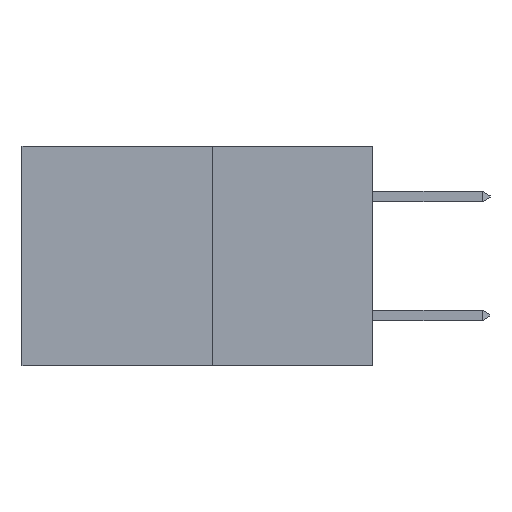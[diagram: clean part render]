
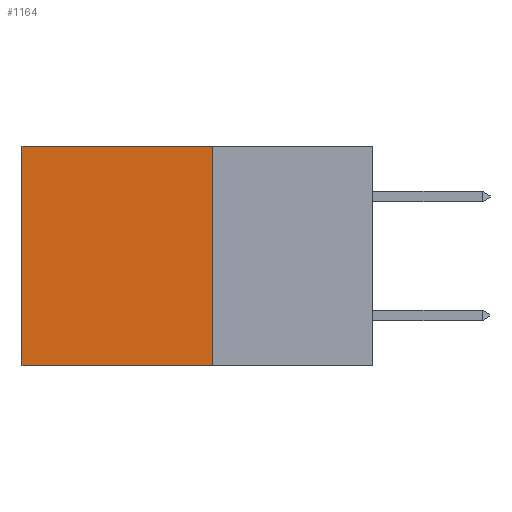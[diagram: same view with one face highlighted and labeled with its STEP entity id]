
A CAD part, left-side view. The second image highlights one B-rep face of the part: STEP entity #1164.
In plain terms, the highlighted planar face has unit normal (-1, 0, 0).
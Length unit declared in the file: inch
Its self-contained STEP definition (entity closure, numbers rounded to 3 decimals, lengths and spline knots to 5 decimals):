
#237 = EDGE_LOOP ( 'NONE', ( #2474, #418, #9277, #7422 ) ) ;
#331 = PLANE ( 'NONE',  #4969 ) ;
#418 = ORIENTED_EDGE ( 'NONE', *, *, #3658, .F. ) ;
#1139 = VECTOR ( 'NONE', #6732, 39.37008 ) ;
#1162 = VECTOR ( 'NONE', #4446, 39.37008 ) ;
#1164 = ADVANCED_FACE ( 'NONE', ( #6299 ), #331, .F. ) ;
#1674 = VECTOR ( 'NONE', #6465, 39.37008 ) ;
#2474 = ORIENTED_EDGE ( 'NONE', *, *, #2706, .T. ) ;
#2519 = CARTESIAN_POINT ( 'NONE',  ( 0.277, 0.27, -0.37 ) ) ;
#2706 = EDGE_CURVE ( 'NONE', #5258, #2751, #3427, .T. ) ;
#2751 = VERTEX_POINT ( 'NONE', #9919 ) ;
#2802 = CARTESIAN_POINT ( 'NONE',  ( 0.277, 0.27, -0.37 ) ) ;
#3427 = LINE ( 'NONE', #8616, #1162 ) ;
#3593 = EDGE_CURVE ( 'NONE', #9735, #8657, #8252, .T. ) ;
#3658 = EDGE_CURVE ( 'NONE', #8657, #2751, #9869, .T. ) ;
#4446 = DIRECTION ( 'NONE',  ( 0., 0., -1. ) ) ;
#4506 = VECTOR ( 'NONE', #6266, 39.37008 ) ;
#4969 = AXIS2_PLACEMENT_3D ( 'NONE', #2802, #6680, #6622 ) ;
#5258 = VERTEX_POINT ( 'NONE', #9101 ) ;
#6266 = DIRECTION ( 'NONE',  ( 0., 1., 0. ) ) ;
#6299 = FACE_OUTER_BOUND ( 'NONE', #237, .T. ) ;
#6335 = CARTESIAN_POINT ( 'NONE',  ( 0.277, 0.27, 0. ) ) ;
#6465 = DIRECTION ( 'NONE',  ( 0., 0., -1. ) ) ;
#6622 = DIRECTION ( 'NONE',  ( 0., 0., -1. ) ) ;
#6680 = DIRECTION ( 'NONE',  ( 1., 0., 0. ) ) ;
#6732 = DIRECTION ( 'NONE',  ( 0., 1., 0. ) ) ;
#7342 = CARTESIAN_POINT ( 'NONE',  ( 0.277, 0.27, -0.37 ) ) ;
#7422 = ORIENTED_EDGE ( 'NONE', *, *, #7717, .T. ) ;
#7717 = EDGE_CURVE ( 'NONE', #9735, #5258, #8815, .T. ) ;
#8252 = LINE ( 'NONE', #10589, #1674 ) ;
#8616 = CARTESIAN_POINT ( 'NONE',  ( 0.277, 0.59, -0.37 ) ) ;
#8657 = VERTEX_POINT ( 'NONE', #2519 ) ;
#8815 = LINE ( 'NONE', #6335, #4506 ) ;
#9101 = CARTESIAN_POINT ( 'NONE',  ( 0.277, 0.59, 0. ) ) ;
#9277 = ORIENTED_EDGE ( 'NONE', *, *, #3593, .F. ) ;
#9735 = VERTEX_POINT ( 'NONE', #10223 ) ;
#9869 = LINE ( 'NONE', #7342, #1139 ) ;
#9919 = CARTESIAN_POINT ( 'NONE',  ( 0.277, 0.59, -0.37 ) ) ;
#10223 = CARTESIAN_POINT ( 'NONE',  ( 0.277, 0.27, 0. ) ) ;
#10589 = CARTESIAN_POINT ( 'NONE',  ( 0.277, 0.27, -0.37 ) ) ;
